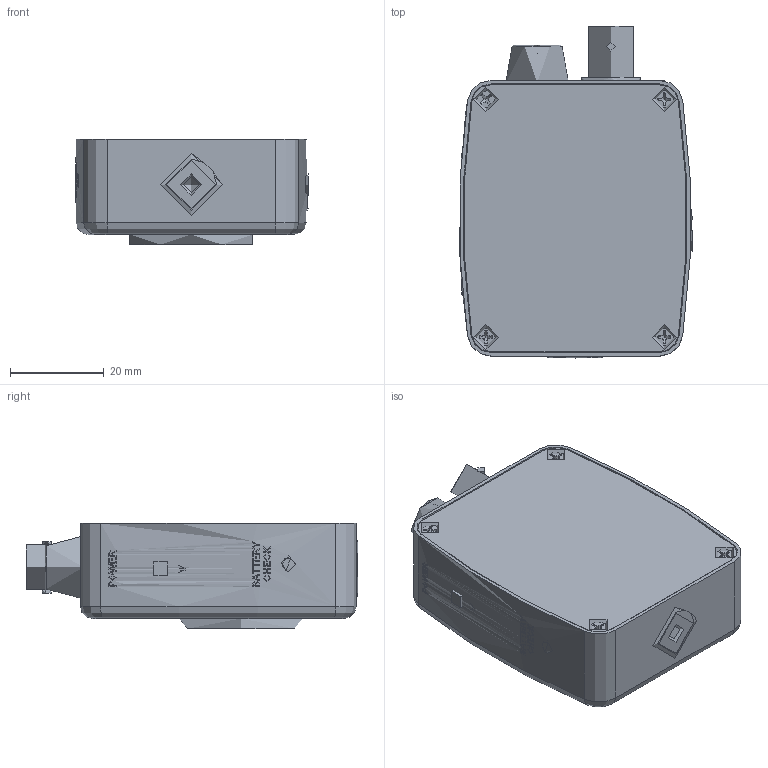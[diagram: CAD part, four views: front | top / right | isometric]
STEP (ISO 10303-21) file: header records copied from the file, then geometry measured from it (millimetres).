
FILE_DESCRIPTION (( 'STEP AP214' ), '1' );
FILE_NAME ('TTN134189-E0W.STEP', '2018-02-07T20:08:50', ( 'admin' ), ( '' ), 'SwSTEP 2.0', 'SolidWorks 2016', '' );
FILE_SCHEMA (( 'AUTOMOTIVE_DESIGN' ));
Length unit declared in the file: inch
Products named in the file (1): TTN134189-E0W
Bounding box: 49.64 x 70.9 x 22.48 mm (x, y, z)
Topology: 106 solids, 106 shells, 2904 faces, 7450 edges, 4877 vertices
Faces by surface type: plane 1760, bspline 496, cylinder 486, cone 109, torus 50, sphere 3
Full cylindrical faces by diameter (mm): 0.2 x1, 0.254 x1, 0.406 x5, 0.5 x1, 0.75 x8, 0.762 x7, 0.813 x6, 0.94 x2, 1.016 x1, 1.27 x5, 1.3 x2, 1.397 x2, 1.5 x4, 1.595 x30, 1.6 x1, 1.778 x7, 1.93 x2, 2 x1, 2.184 x4, 2.438 x3, 2.489 x1, 3.099 x1, 3.454 x2, 3.5 x1, 3.81 x1, 4.242 x3, 4.75 x1, 5 x1, 5.004 x2, 5.842 x1
Entity records: 151925 total; most frequent: CARTESIAN_POINT 48413, ORIENTED_EDGE 14140, DIRECTION 11493, EDGE_CURVE 7070, VERTEX_POINT 4744, VECTOR 4681, LINE 4681, AXIS2_PLACEMENT_3D 3406
